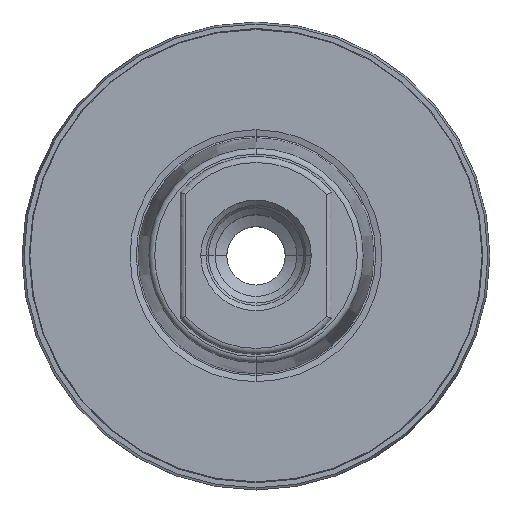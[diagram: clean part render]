
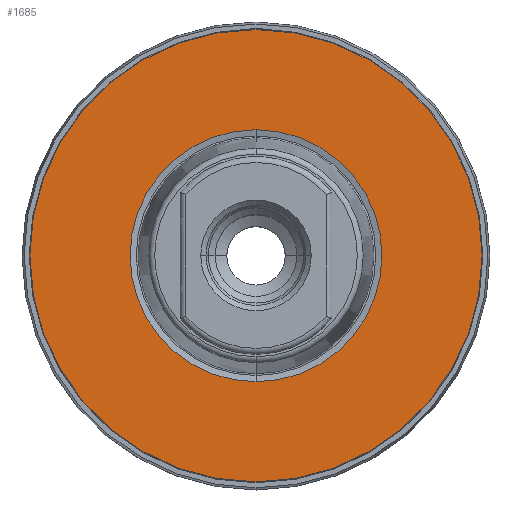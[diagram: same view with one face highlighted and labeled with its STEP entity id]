
A CAD part, top view. The second image highlights one B-rep face of the part: STEP entity #1685.
In plain terms, the highlighted planar face has unit normal (0, 0, 1).
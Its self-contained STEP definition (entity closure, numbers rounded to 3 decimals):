
#510=CARTESIAN_POINT('',(0.,0.,0.));
#511=DIRECTION('',(0.,0.,-1.));
#512=DIRECTION('',(0.,-1.,0.));
#513=AXIS2_PLACEMENT_3D('',#510,#511,#512);
#532=CARTESIAN_POINT('',(0.,0.,0.));
#533=DIRECTION('',(0.,0.,1.));
#534=DIRECTION('',(0.,-1.,0.));
#535=AXIS2_PLACEMENT_3D('',#532,#533,#534);
#540=CARTESIAN_POINT('',(0.,0.,0.));
#541=DIRECTION('',(0.,0.,-1.));
#542=DIRECTION('',(0.,1.,0.));
#543=AXIS2_PLACEMENT_3D('',#540,#541,#542);
#548=CARTESIAN_POINT('',(0.,0.,0.));
#549=DIRECTION('',(0.,0.,-1.));
#550=DIRECTION('',(0.,-1.,0.));
#551=AXIS2_PLACEMENT_3D('',#548,#549,#550);
#1031=CARTESIAN_POINT('',(0.,-10.776,0.));
#1033=VERTEX_POINT('',#1031);
#1041=CARTESIAN_POINT('',(0.,10.776,0.));
#1043=VERTEX_POINT('',#1041);
#1133=CARTESIAN_POINT('',(0.,19.342,0.));
#1134=VERTEX_POINT('',#1133);
#1135=CARTESIAN_POINT('',(0.,-19.342,0.));
#1136=VERTEX_POINT('',#1135);
#1670=CARTESIAN_POINT('',(0.,0.,0.));
#1671=DIRECTION('',(0.,0.,-1.));
#1672=DIRECTION('',(0.,1.,0.));
#1673=AXIS2_PLACEMENT_3D('',#1670,#1671,#1672);
#1674=PLANE('',#1673);
#1676=ORIENTED_EDGE('',*,*,#1675,.T.);
#1678=ORIENTED_EDGE('',*,*,#1677,.T.);
#1679=EDGE_LOOP('',(#1676,#1678));
#1680=FACE_OUTER_BOUND('',#1679,.F.);
#1681=ORIENTED_EDGE('',*,*,#1649,.F.);
#1682=ORIENTED_EDGE('',*,*,#1665,.T.);
#1683=EDGE_LOOP('',(#1681,#1682));
#1684=FACE_BOUND('',#1683,.F.);
#514=CIRCLE('',#513,10.776);
#536=CIRCLE('',#535,10.776);
#544=CIRCLE('',#543,19.342);
#552=CIRCLE('',#551,19.342);
#1649=EDGE_CURVE('',#1033,#1043,#514,.T.);
#1665=EDGE_CURVE('',#1033,#1043,#536,.T.);
#1675=EDGE_CURVE('',#1134,#1136,#544,.T.);
#1677=EDGE_CURVE('',#1136,#1134,#552,.T.);
#1685=ADVANCED_FACE('',(#1680,#1684),#1674,.F.);
